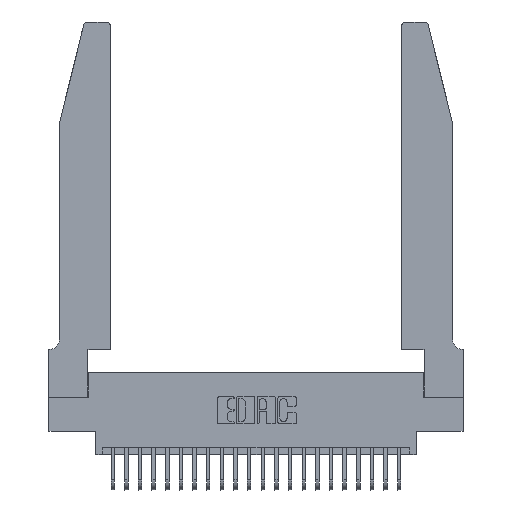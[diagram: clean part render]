
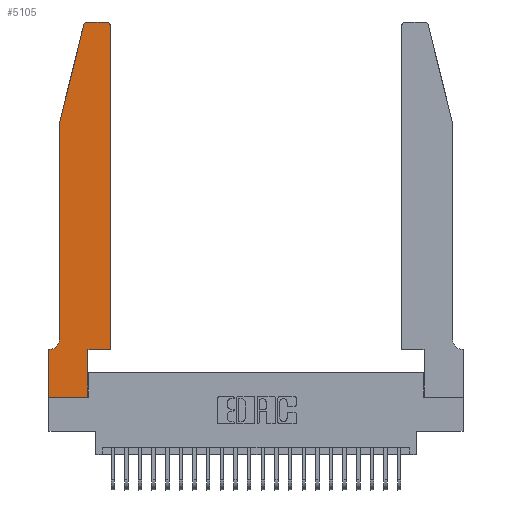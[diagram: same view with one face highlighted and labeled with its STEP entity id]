
A CAD part, top view. The second image highlights one B-rep face of the part: STEP entity #5105.
In plain terms, the highlighted planar face has unit normal (0, 0, 1).
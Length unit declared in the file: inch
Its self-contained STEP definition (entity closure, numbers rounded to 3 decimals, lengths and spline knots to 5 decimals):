
#192 = ORIENTED_EDGE ( 'NONE', *, *, #13681, .T. ) ;
#317 = CARTESIAN_POINT ( 'NONE',  ( 0.2865, 0.35, 0.37 ) ) ;
#518 = EDGE_CURVE ( 'NONE', #17072, #23462, #26197, .T. ) ;
#745 = EDGE_CURVE ( 'NONE', #10606, #12457, #6963, .T. ) ;
#864 = CARTESIAN_POINT ( 'NONE',  ( 0., 0., 0.37 ) ) ;
#970 = DIRECTION ( 'NONE',  ( 0., 0., 1. ) ) ;
#1269 = CARTESIAN_POINT ( 'NONE',  ( 0., 0., 0.37 ) ) ;
#1424 = CARTESIAN_POINT ( 'NONE',  ( 0.25487, 2.72718, 0.37 ) ) ;
#1461 = LINE ( 'NONE', #8510, #25119 ) ;
#1692 = CIRCLE ( 'NONE', #6268, 0.03 ) ;
#1897 = VECTOR ( 'NONE', #15113, 39.37008 ) ;
#3017 = DIRECTION ( 'NONE',  ( 1., 0., 0. ) ) ;
#3248 = CARTESIAN_POINT ( 'NONE',  ( 0.4505, 0.35, 0.37 ) ) ;
#3953 = DIRECTION ( 'NONE',  ( 1., 0., 0. ) ) ;
#4968 = CARTESIAN_POINT ( 'NONE',  ( 0.0755, 2., 0.37 ) ) ;
#5065 = DIRECTION ( 'NONE',  ( -0.239, -0.971, 0. ) ) ;
#5105 = ADVANCED_FACE ( 'NONE', ( #7112 ), #23890, .T. ) ;
#5339 = EDGE_CURVE ( 'NONE', #13932, #26364, #13762, .T. ) ;
#5543 = CARTESIAN_POINT ( 'NONE',  ( 0.4505, 2.72, 0.37 ) ) ;
#5870 = VECTOR ( 'NONE', #18971, 39.37008 ) ;
#5986 = EDGE_CURVE ( 'NONE', #17538, #7404, #12151, .T. ) ;
#6268 = AXIS2_PLACEMENT_3D ( 'NONE', #25469, #970, #3017 ) ;
#6416 = ORIENTED_EDGE ( 'NONE', *, *, #11672, .T. ) ;
#6421 = VECTOR ( 'NONE', #20619, 39.37008 ) ;
#6963 = LINE ( 'NONE', #317, #20075 ) ;
#7089 = VECTOR ( 'NONE', #9423, 39.37008 ) ;
#7112 = FACE_OUTER_BOUND ( 'NONE', #12298, .T. ) ;
#7156 = ORIENTED_EDGE ( 'NONE', *, *, #21531, .T. ) ;
#7404 = VERTEX_POINT ( 'NONE', #9462 ) ;
#7549 = CARTESIAN_POINT ( 'NONE',  ( 0.4205, 2.75, 0.37 ) ) ;
#7601 = CARTESIAN_POINT ( 'NONE',  ( 0.0055, 0.35, 0.37 ) ) ;
#7772 = AXIS2_PLACEMENT_3D ( 'NONE', #14007, #14100, #3953 ) ;
#7910 = EDGE_CURVE ( 'NONE', #12457, #13932, #23590, .T. ) ;
#7919 = EDGE_CURVE ( 'NONE', #23462, #17538, #19406, .T. ) ;
#8280 = VECTOR ( 'NONE', #19424, 39.37008 ) ;
#8391 = VERTEX_POINT ( 'NONE', #1424 ) ;
#8510 = CARTESIAN_POINT ( 'NONE',  ( 0.2605, 2.75, 0.37 ) ) ;
#8801 = CARTESIAN_POINT ( 'NONE',  ( 0.2865, 0.35, 0.37 ) ) ;
#9313 = ORIENTED_EDGE ( 'NONE', *, *, #24979, .T. ) ;
#9423 = DIRECTION ( 'NONE',  ( 0., 1., 0. ) ) ;
#9462 = CARTESIAN_POINT ( 'NONE',  ( 0., 0.35, 0.37 ) ) ;
#9841 = ORIENTED_EDGE ( 'NONE', *, *, #13674, .T. ) ;
#10479 = DIRECTION ( 'NONE',  ( 0., 1., 0. ) ) ;
#10606 = VERTEX_POINT ( 'NONE', #14070 ) ;
#11123 = CARTESIAN_POINT ( 'NONE',  ( 0., 0., 0.37 ) ) ;
#11194 = VERTEX_POINT ( 'NONE', #7549 ) ;
#11623 = DIRECTION ( 'NONE',  ( 1., 0., 0. ) ) ;
#11660 = ORIENTED_EDGE ( 'NONE', *, *, #19377, .T. ) ;
#11672 = EDGE_CURVE ( 'NONE', #14862, #8391, #1692, .T. ) ;
#12151 = LINE ( 'NONE', #16476, #6421 ) ;
#12298 = EDGE_LOOP ( 'NONE', ( #11660, #6416, #192, #25089, #21324, #19038, #9313, #9841, #14397, #12372, #23359, #7156 ) ) ;
#12372 = ORIENTED_EDGE ( 'NONE', *, *, #7910, .T. ) ;
#12457 = VERTEX_POINT ( 'NONE', #8801 ) ;
#12465 = CARTESIAN_POINT ( 'NONE',  ( 0., 0.35, 0.37 ) ) ;
#12552 = DIRECTION ( 'NONE',  ( 0., 0., 1. ) ) ;
#13317 = CARTESIAN_POINT ( 'NONE',  ( 0.0755, 2., 0.37 ) ) ;
#13338 = LINE ( 'NONE', #11123, #1897 ) ;
#13674 = EDGE_CURVE ( 'NONE', #24077, #10606, #13338, .T. ) ;
#13681 = EDGE_CURVE ( 'NONE', #8391, #17072, #22969, .T. ) ;
#13762 = LINE ( 'NONE', #17711, #7089 ) ;
#13932 = VERTEX_POINT ( 'NONE', #14021 ) ;
#14007 = CARTESIAN_POINT ( 'NONE',  ( 0.4205, 2.72, 0.37 ) ) ;
#14021 = CARTESIAN_POINT ( 'NONE',  ( 0.4505, 0.35, 0.37 ) ) ;
#14070 = CARTESIAN_POINT ( 'NONE',  ( 0.2865, 0., 0.37 ) ) ;
#14100 = DIRECTION ( 'NONE',  ( 0., 0., 1. ) ) ;
#14397 = ORIENTED_EDGE ( 'NONE', *, *, #745, .T. ) ;
#14862 = VERTEX_POINT ( 'NONE', #16564 ) ;
#15113 = DIRECTION ( 'NONE',  ( 1., 0., 0. ) ) ;
#15683 = DIRECTION ( 'NONE',  ( 0., 0., -1. ) ) ;
#16367 = LINE ( 'NONE', #864, #5870 ) ;
#16476 = CARTESIAN_POINT ( 'NONE',  ( 0.0755, 0.35, 0.37 ) ) ;
#16564 = CARTESIAN_POINT ( 'NONE',  ( 0.284, 2.75, 0.37 ) ) ;
#16796 = VECTOR ( 'NONE', #11623, 39.37008 ) ;
#17072 = VERTEX_POINT ( 'NONE', #25368 ) ;
#17487 = VECTOR ( 'NONE', #5065, 39.37008 ) ;
#17538 = VERTEX_POINT ( 'NONE', #7601 ) ;
#17613 = AXIS2_PLACEMENT_3D ( 'NONE', #23725, #15683, #17764 ) ;
#17711 = CARTESIAN_POINT ( 'NONE',  ( 0.4505, 0.35, 0.37 ) ) ;
#17764 = DIRECTION ( 'NONE',  ( -1., 0., 0. ) ) ;
#18971 = DIRECTION ( 'NONE',  ( 0., -1., 0. ) ) ;
#19038 = ORIENTED_EDGE ( 'NONE', *, *, #5986, .T. ) ;
#19377 = EDGE_CURVE ( 'NONE', #11194, #14862, #1461, .T. ) ;
#19406 = CIRCLE ( 'NONE', #17613, 0.07 ) ;
#19424 = DIRECTION ( 'NONE',  ( 0., -1., 0. ) ) ;
#19475 = CARTESIAN_POINT ( 'NONE',  ( 0.0755, 0.42, 0.37 ) ) ;
#20075 = VECTOR ( 'NONE', #10479, 39.37008 ) ;
#20610 = DIRECTION ( 'NONE',  ( 1., 0., 0. ) ) ;
#20619 = DIRECTION ( 'NONE',  ( -1., 0., 0. ) ) ;
#21324 = ORIENTED_EDGE ( 'NONE', *, *, #7919, .T. ) ;
#21360 = AXIS2_PLACEMENT_3D ( 'NONE', #12465, #12552, #20610 ) ;
#21531 = EDGE_CURVE ( 'NONE', #26364, #11194, #23107, .T. ) ;
#22969 = LINE ( 'NONE', #4968, #17487 ) ;
#23107 = CIRCLE ( 'NONE', #7772, 0.03 ) ;
#23359 = ORIENTED_EDGE ( 'NONE', *, *, #5339, .T. ) ;
#23462 = VERTEX_POINT ( 'NONE', #19475 ) ;
#23590 = LINE ( 'NONE', #3248, #16796 ) ;
#23725 = CARTESIAN_POINT ( 'NONE',  ( 0.0055, 0.42, 0.37 ) ) ;
#23890 = PLANE ( 'NONE',  #21360 ) ;
#24077 = VERTEX_POINT ( 'NONE', #1269 ) ;
#24979 = EDGE_CURVE ( 'NONE', #7404, #24077, #16367, .T. ) ;
#25060 = DIRECTION ( 'NONE',  ( -1., 0., 0. ) ) ;
#25089 = ORIENTED_EDGE ( 'NONE', *, *, #518, .T. ) ;
#25119 = VECTOR ( 'NONE', #25060, 39.37008 ) ;
#25368 = CARTESIAN_POINT ( 'NONE',  ( 0.0755, 2., 0.37 ) ) ;
#25469 = CARTESIAN_POINT ( 'NONE',  ( 0.284, 2.72, 0.37 ) ) ;
#26197 = LINE ( 'NONE', #13317, #8280 ) ;
#26364 = VERTEX_POINT ( 'NONE', #5543 ) ;
